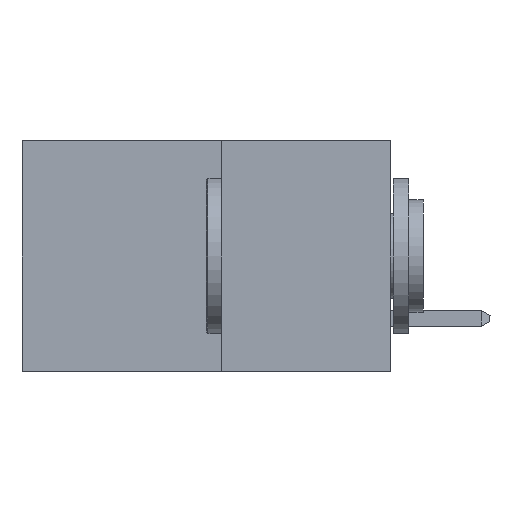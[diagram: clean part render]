
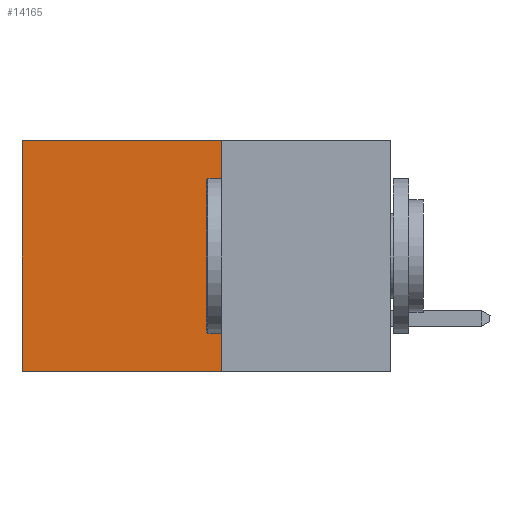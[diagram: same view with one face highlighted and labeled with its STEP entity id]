
A CAD part, left-side view. The second image highlights one B-rep face of the part: STEP entity #14165.
In plain terms, the highlighted planar face has unit normal (-1, 0, 0).
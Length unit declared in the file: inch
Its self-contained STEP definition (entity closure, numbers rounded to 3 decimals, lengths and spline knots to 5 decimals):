
#1708 = VECTOR ( 'NONE', #14766, 39.37008 ) ;
#2790 = CARTESIAN_POINT ( 'NONE',  ( 0.277, 0.59, -0.37 ) ) ;
#3146 = LINE ( 'NONE', #5080, #12932 ) ;
#4423 = CARTESIAN_POINT ( 'NONE',  ( 0.277, 0.27, -0.37 ) ) ;
#4720 = ORIENTED_EDGE ( 'NONE', *, *, #15343, .T. ) ;
#4916 = VERTEX_POINT ( 'NONE', #10455 ) ;
#5080 = CARTESIAN_POINT ( 'NONE',  ( 0.277, 0.27, -0.37 ) ) ;
#6299 = DIRECTION ( 'NONE',  ( 0., 0., -1. ) ) ;
#6406 = PLANE ( 'NONE',  #19131 ) ;
#7901 = VECTOR ( 'NONE', #6299, 39.37008 ) ;
#8327 = EDGE_CURVE ( 'NONE', #14298, #15570, #3146, .T. ) ;
#8458 = LINE ( 'NONE', #2790, #7901 ) ;
#9933 = DIRECTION ( 'NONE',  ( 0., 0., -1. ) ) ;
#10455 = CARTESIAN_POINT ( 'NONE',  ( 0.277, 0.59, 0. ) ) ;
#10476 = CARTESIAN_POINT ( 'NONE',  ( 0.277, 0.59, -0.37 ) ) ;
#11157 = EDGE_CURVE ( 'NONE', #15570, #17205, #18984, .T. ) ;
#11642 = VECTOR ( 'NONE', #16293, 39.37008 ) ;
#12764 = EDGE_CURVE ( 'NONE', #4916, #17205, #8458, .T. ) ;
#12932 = VECTOR ( 'NONE', #20504, 39.37008 ) ;
#13822 = CARTESIAN_POINT ( 'NONE',  ( 0.277, 0.27, 0. ) ) ;
#14165 = ADVANCED_FACE ( 'NONE', ( #19899 ), #6406, .F. ) ;
#14298 = VERTEX_POINT ( 'NONE', #20494 ) ;
#14687 = CARTESIAN_POINT ( 'NONE',  ( 0.277, 0.27, -0.37 ) ) ;
#14766 = DIRECTION ( 'NONE',  ( 0., 1., 0. ) ) ;
#15343 = EDGE_CURVE ( 'NONE', #14298, #4916, #21241, .T. ) ;
#15570 = VERTEX_POINT ( 'NONE', #4423 ) ;
#15698 = ORIENTED_EDGE ( 'NONE', *, *, #12764, .T. ) ;
#15904 = ORIENTED_EDGE ( 'NONE', *, *, #8327, .F. ) ;
#16293 = DIRECTION ( 'NONE',  ( 0., 1., 0. ) ) ;
#16446 = EDGE_LOOP ( 'NONE', ( #15698, #16838, #15904, #4720 ) ) ;
#16838 = ORIENTED_EDGE ( 'NONE', *, *, #11157, .F. ) ;
#17205 = VERTEX_POINT ( 'NONE', #10476 ) ;
#18415 = CARTESIAN_POINT ( 'NONE',  ( 0.277, 0.27, -0.37 ) ) ;
#18984 = LINE ( 'NONE', #14687, #1708 ) ;
#19131 = AXIS2_PLACEMENT_3D ( 'NONE', #18415, #20126, #9933 ) ;
#19899 = FACE_OUTER_BOUND ( 'NONE', #16446, .T. ) ;
#20126 = DIRECTION ( 'NONE',  ( 1., 0., 0. ) ) ;
#20494 = CARTESIAN_POINT ( 'NONE',  ( 0.277, 0.27, 0. ) ) ;
#20504 = DIRECTION ( 'NONE',  ( 0., 0., -1. ) ) ;
#21241 = LINE ( 'NONE', #13822, #11642 ) ;
